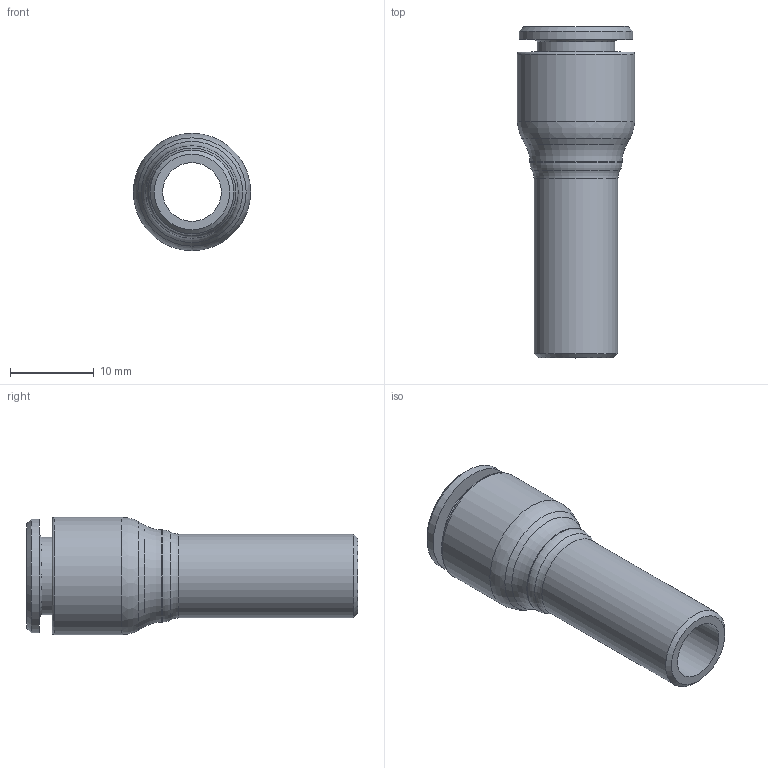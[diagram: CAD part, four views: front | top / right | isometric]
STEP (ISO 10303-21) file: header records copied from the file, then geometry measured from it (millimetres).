
FILE_DESCRIPTION(/* description */ ('STEP AP214'),/* implementation_level */ '2;1');
FILE_NAME(/* name */ 'B0164050',/* time_stamp */ '2023-03-30T09:39:14+02:00',/* author */ ('License CC BY-ND 4.0'),/* organization */ ('CADENAS'),/* preprocessor_version */ 'ST-DEVELOPER v19.3',/* originating_system */ 'PARTsolutions',/* authorisation */ ' ');
FILE_SCHEMA (('AUTOMOTIVE_DESIGN {1 0 10303 214 3 1 1}'));
Length unit declared in the file: millimetre
Products named in the file (1): B0164050
Bounding box: 14 x 39.6 x 14 mm (x, y, z)
Volume: 2285.6 mm3; surface area: 2614.9 mm2
Topology: 1 solids, 1 shells, 181 faces, 462 edges, 306 vertices
Faces by surface type: plane 96, bspline 68, cylinder 7, torus 5, cone 5
Full cylindrical faces by diameter (mm): 7 x1, 8.15 x1, 9.3 x1, 10 x1, 11 x1, 13.5 x1, 14 x1
Entity records: 9001 total; most frequent: CARTESIAN_POINT 5133, ORIENTED_EDGE 878, DIRECTION 553, EDGE_CURVE 439, VERTEX_POINT 300, LINE 281, VECTOR 281, EDGE_LOOP 223
